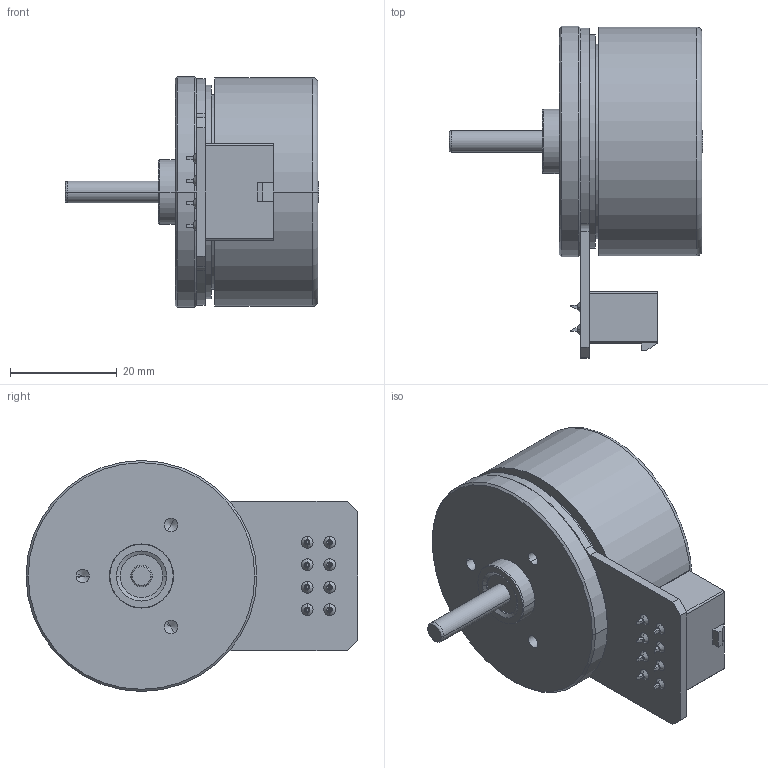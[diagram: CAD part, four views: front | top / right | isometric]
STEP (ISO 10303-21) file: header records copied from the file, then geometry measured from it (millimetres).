
FILE_DESCRIPTION((''),'2;1');
FILE_NAME('1196603','2016-10-10T',('mmagpetk'),(''),'CREO PARAMETRIC BY PTC INC, 2016050','CREO PARAMETRIC BY PTC INC, 2016050','');
FILE_SCHEMA(('CONFIG_CONTROL_DESIGN'));
Length unit declared in the file: millimetre
Products named in the file (1): 1196603
Bounding box: 47.5 x 62.1 x 43.2 mm (x, y, z)
Volume: 40668.9 mm3; surface area: 10893 mm2
Topology: 1 solids, 1 shells, 236 faces, 556 edges, 359 vertices
Faces by surface type: plane 169, cone 32, cylinder 29, revolution 4, torus 2
Entity records: 8453 total; most frequent: CARTESIAN_POINT 1183, DIRECTION 1123, ORIENTED_EDGE 1100, PRESENTATION_STYLE_ASSIGNMENT 551, STYLED_ITEM 551, CURVE_STYLE 550, EDGE_CURVE 550, VECTOR 437
